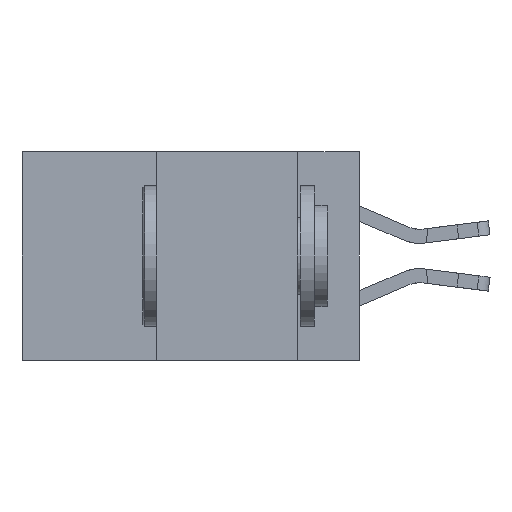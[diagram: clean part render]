
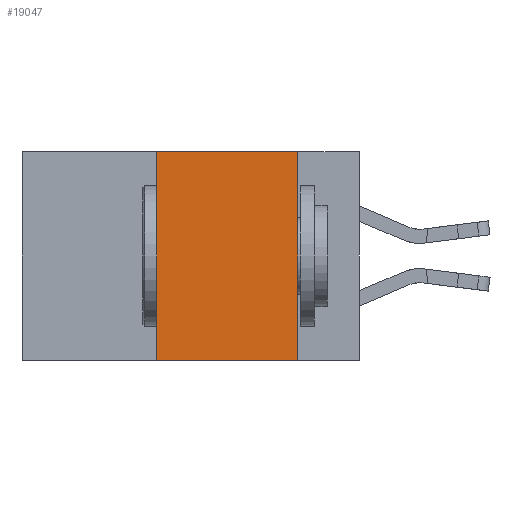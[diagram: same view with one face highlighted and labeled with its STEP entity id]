
A CAD part, left-side view. The second image highlights one B-rep face of the part: STEP entity #19047.
In plain terms, the highlighted planar face has unit normal (-1, 0, 0).
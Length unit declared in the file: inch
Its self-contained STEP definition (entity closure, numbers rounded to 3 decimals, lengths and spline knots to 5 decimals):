
#1250 = VERTEX_POINT ( 'NONE', #16788 ) ;
#2009 = EDGE_CURVE ( 'NONE', #17713, #5004, #7429, .T. ) ;
#2156 = FACE_OUTER_BOUND ( 'NONE', #13277, .T. ) ;
#2548 = VECTOR ( 'NONE', #2911, 39.37008 ) ;
#2841 = DIRECTION ( 'NONE',  ( 0., 0., -1. ) ) ;
#2911 = DIRECTION ( 'NONE',  ( 0., -1., 0. ) ) ;
#2933 = CARTESIAN_POINT ( 'NONE',  ( 0., 0.6, -0.37 ) ) ;
#3241 = AXIS2_PLACEMENT_3D ( 'NONE', #18936, #11726, #2841 ) ;
#3495 = LINE ( 'NONE', #12373, #4395 ) ;
#3502 = DIRECTION ( 'NONE',  ( 0., 0., 1. ) ) ;
#3829 = ORIENTED_EDGE ( 'NONE', *, *, #2009, .F. ) ;
#4395 = VECTOR ( 'NONE', #3502, 39.37008 ) ;
#4406 = EDGE_CURVE ( 'NONE', #1250, #5004, #7006, .T. ) ;
#4474 = CARTESIAN_POINT ( 'NONE',  ( 0., 0.11, 0. ) ) ;
#4994 = LINE ( 'NONE', #17364, #8502 ) ;
#5004 = VERTEX_POINT ( 'NONE', #12758 ) ;
#5042 = CARTESIAN_POINT ( 'NONE',  ( 0., 0.11, 0. ) ) ;
#5130 = DIRECTION ( 'NONE',  ( 0., 0., -1. ) ) ;
#7006 = LINE ( 'NONE', #2933, #2548 ) ;
#7429 = LINE ( 'NONE', #5042, #18598 ) ;
#8502 = VECTOR ( 'NONE', #8625, 39.37008 ) ;
#8625 = DIRECTION ( 'NONE',  ( 0., -1., 0. ) ) ;
#8772 = PLANE ( 'NONE',  #3241 ) ;
#9611 = CARTESIAN_POINT ( 'NONE',  ( 0., 0.36, 0. ) ) ;
#11587 = EDGE_CURVE ( 'NONE', #17119, #17713, #4994, .T. ) ;
#11713 = ORIENTED_EDGE ( 'NONE', *, *, #11587, .F. ) ;
#11726 = DIRECTION ( 'NONE',  ( 1., 0., 0. ) ) ;
#12187 = ORIENTED_EDGE ( 'NONE', *, *, #14326, .F. ) ;
#12373 = CARTESIAN_POINT ( 'NONE',  ( 0., 0.36, 0. ) ) ;
#12758 = CARTESIAN_POINT ( 'NONE',  ( 0., 0.11, -0.37 ) ) ;
#13277 = EDGE_LOOP ( 'NONE', ( #3829, #11713, #12187, #16529 ) ) ;
#14326 = EDGE_CURVE ( 'NONE', #1250, #17119, #3495, .T. ) ;
#16529 = ORIENTED_EDGE ( 'NONE', *, *, #4406, .T. ) ;
#16788 = CARTESIAN_POINT ( 'NONE',  ( 0., 0.36, -0.37 ) ) ;
#17119 = VERTEX_POINT ( 'NONE', #9611 ) ;
#17364 = CARTESIAN_POINT ( 'NONE',  ( 0., 0.6, 0. ) ) ;
#17713 = VERTEX_POINT ( 'NONE', #4474 ) ;
#18598 = VECTOR ( 'NONE', #5130, 39.37008 ) ;
#18936 = CARTESIAN_POINT ( 'NONE',  ( 0., 0.6, 0. ) ) ;
#19047 = ADVANCED_FACE ( 'NONE', ( #2156 ), #8772, .F. ) ;
